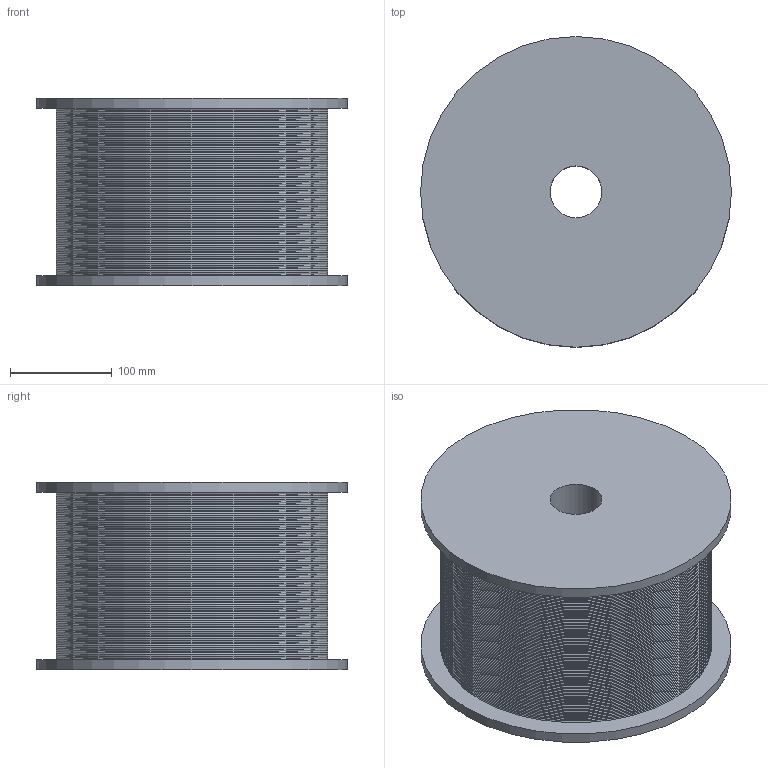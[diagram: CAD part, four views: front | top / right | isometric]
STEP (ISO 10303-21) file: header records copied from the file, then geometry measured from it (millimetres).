
FILE_DESCRIPTION(/* description */ (''),/* implementation_level */ '2;1');
FILE_NAME(/* name */ 'p5kg.stp',/* time_stamp */ '2020-06-03T05:39:26+02:00',/* author */ ('niels'),/* organization */ (''),/* preprocessor_version */ 'ST-DEVELOPER v18.1',/* originating_system */ 'Autodesk Inventor 2020',/* authorisation */ '');
FILE_SCHEMA (('AUTOMOTIVE_DESIGN { 1 0 10303 214 3 1 1 }'));
Length unit declared in the file: millimetre
Products named in the file (1): p5kg
Bounding box: 304.8 x 304.8 x 184.15 mm (x, y, z)
Volume: 10220206.6 mm3; surface area: 440808.9 mm2
Topology: 1 solids, 1 shells, 101 faces, 297 edges, 200 vertices
Faces by surface type: torus 94, plane 4, cylinder 3
Full cylindrical faces by diameter (mm): 50.8 x1, 304.8 x2
Entity records: 3638 total; most frequent: DIRECTION 795, CARTESIAN_POINT 599, ORIENTED_EDGE 594, AXIS2_PLACEMENT_3D 396, EDGE_CURVE 297, CIRCLE 294, VERTEX_POINT 200, EDGE_LOOP 105
